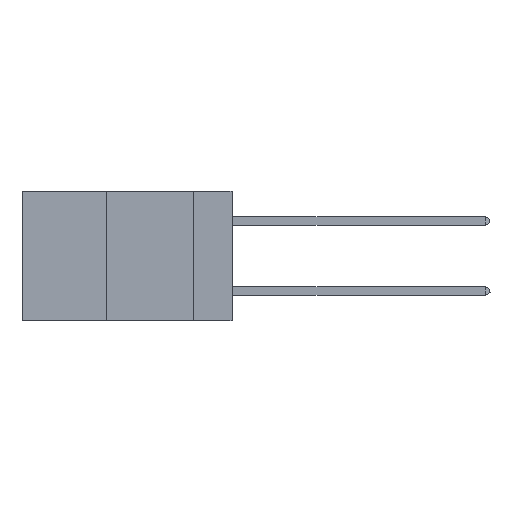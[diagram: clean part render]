
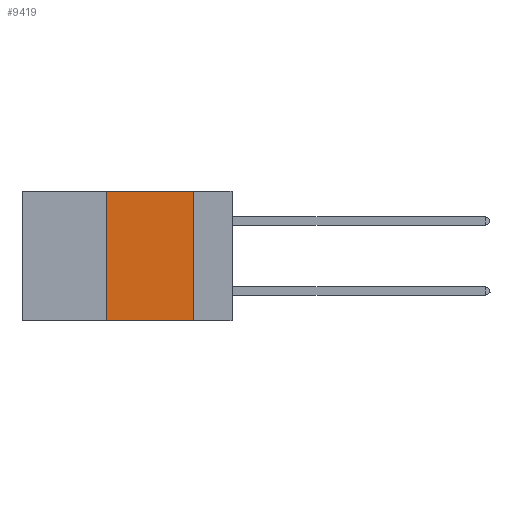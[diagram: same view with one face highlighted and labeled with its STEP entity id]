
A CAD part, left-side view. The second image highlights one B-rep face of the part: STEP entity #9419.
In plain terms, the highlighted planar face has unit normal (-1, 0, 0).
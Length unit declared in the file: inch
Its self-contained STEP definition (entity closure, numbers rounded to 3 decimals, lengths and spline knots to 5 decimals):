
#570 = EDGE_CURVE ( 'NONE', #37933, #4891, #44655, .T. ) ;
#654 = CARTESIAN_POINT ( 'NONE',  ( 0., 0.6, 0. ) ) ;
#1005 = EDGE_LOOP ( 'NONE', ( #10744, #32470, #41945, #4817 ) ) ;
#4212 = EDGE_CURVE ( 'NONE', #4891, #41674, #33158, .T. ) ;
#4328 = DIRECTION ( 'NONE',  ( 0., -1., 0. ) ) ;
#4817 = ORIENTED_EDGE ( 'NONE', *, *, #37234, .T. ) ;
#4891 = VERTEX_POINT ( 'NONE', #29126 ) ;
#6123 = LINE ( 'NONE', #18220, #33336 ) ;
#7950 = CARTESIAN_POINT ( 'NONE',  ( 0., 0.11, 0. ) ) ;
#8969 = VECTOR ( 'NONE', #13300, 39.37008 ) ;
#9419 = ADVANCED_FACE ( 'NONE', ( #25445 ), #32032, .F. ) ;
#10729 = CARTESIAN_POINT ( 'NONE',  ( 0., 0.6, 0. ) ) ;
#10744 = ORIENTED_EDGE ( 'NONE', *, *, #30123, .F. ) ;
#11156 = DIRECTION ( 'NONE',  ( 0., -1., 0. ) ) ;
#13300 = DIRECTION ( 'NONE',  ( 0., 0., -1. ) ) ;
#13310 = AXIS2_PLACEMENT_3D ( 'NONE', #10729, #35580, #14343 ) ;
#14343 = DIRECTION ( 'NONE',  ( 0., 0., -1. ) ) ;
#16509 = CARTESIAN_POINT ( 'NONE',  ( 0., 0.36, 0. ) ) ;
#18220 = CARTESIAN_POINT ( 'NONE',  ( 0., 0.6, -0.37 ) ) ;
#18463 = LINE ( 'NONE', #27483, #8969 ) ;
#20206 = VERTEX_POINT ( 'NONE', #26256 ) ;
#25445 = FACE_OUTER_BOUND ( 'NONE', #1005, .T. ) ;
#26256 = CARTESIAN_POINT ( 'NONE',  ( 0., 0.11, -0.37 ) ) ;
#27483 = CARTESIAN_POINT ( 'NONE',  ( 0., 0.11, 0. ) ) ;
#29126 = CARTESIAN_POINT ( 'NONE',  ( 0., 0.36, 0. ) ) ;
#30123 = EDGE_CURVE ( 'NONE', #41674, #20206, #18463, .T. ) ;
#32032 = PLANE ( 'NONE',  #13310 ) ;
#32470 = ORIENTED_EDGE ( 'NONE', *, *, #4212, .F. ) ;
#33158 = LINE ( 'NONE', #654, #41426 ) ;
#33336 = VECTOR ( 'NONE', #11156, 39.37008 ) ;
#35580 = DIRECTION ( 'NONE',  ( 1., 0., 0. ) ) ;
#36873 = CARTESIAN_POINT ( 'NONE',  ( 0., 0.36, -0.37 ) ) ;
#37234 = EDGE_CURVE ( 'NONE', #37933, #20206, #6123, .T. ) ;
#37698 = DIRECTION ( 'NONE',  ( 0., 0., 1. ) ) ;
#37933 = VERTEX_POINT ( 'NONE', #36873 ) ;
#41426 = VECTOR ( 'NONE', #4328, 39.37008 ) ;
#41674 = VERTEX_POINT ( 'NONE', #7950 ) ;
#41945 = ORIENTED_EDGE ( 'NONE', *, *, #570, .F. ) ;
#43554 = VECTOR ( 'NONE', #37698, 39.37008 ) ;
#44655 = LINE ( 'NONE', #16509, #43554 ) ;
